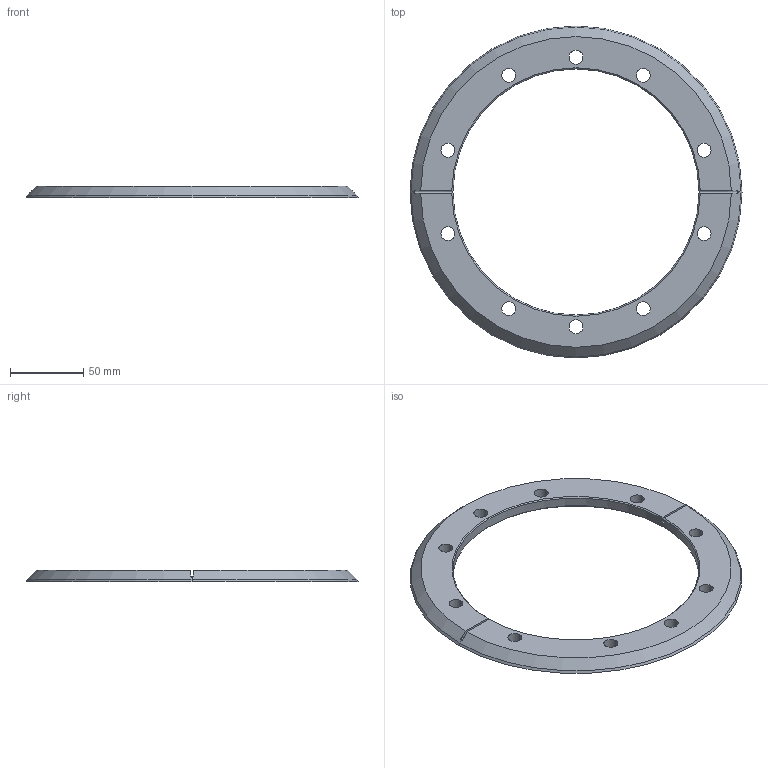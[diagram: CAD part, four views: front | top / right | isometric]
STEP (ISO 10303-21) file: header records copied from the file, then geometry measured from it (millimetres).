
FILE_DESCRIPTION (( 'STEP AP203' ), '1' );
FILE_NAME ('G1532.STEP', '2022-04-20T19:55:57', ( '' ), ( '' ), 'SwSTEP 2.0', 'SolidWorks 2020', '' );
FILE_SCHEMA (( 'CONFIG_CONTROL_DESIGN' ));
Length unit declared in the file: inch
Products named in the file (1): G1532
Bounding box: 227.01 x 227.01 x 7.95 mm (x, y, z)
Volume: 114111.9 mm3; surface area: 44874.1 mm2
Topology: 1 solids, 1 shells, 54 faces, 138 edges, 84 vertices
Faces by surface type: cylinder 28, cone 12, plane 10, torus 4
Entity records: 1831 total; most frequent: CARTESIAN_POINT 377, DIRECTION 302, ORIENTED_EDGE 276, EDGE_CURVE 138, AXIS2_PLACEMENT_3D 125, VERTEX_POINT 84, EDGE_LOOP 74, CIRCLE 70
